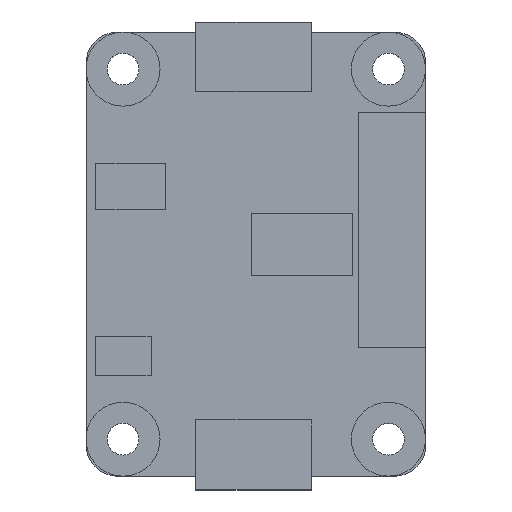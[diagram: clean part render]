
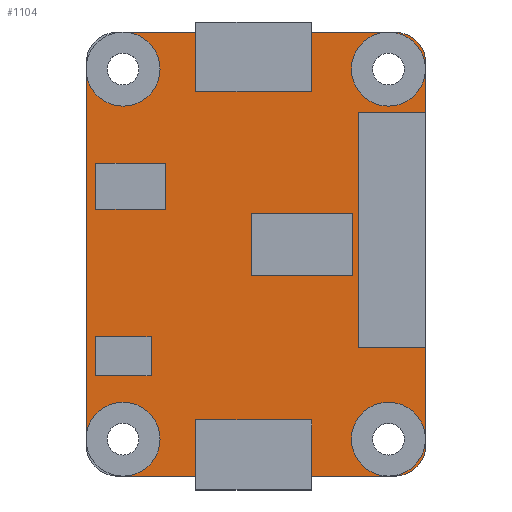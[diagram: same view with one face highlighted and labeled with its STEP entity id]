
A CAD part, top view. The second image highlights one B-rep face of the part: STEP entity #1104.
In plain terms, the highlighted planar face has unit normal (0, 0, 1).
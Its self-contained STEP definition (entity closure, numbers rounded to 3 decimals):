
#41=PLANE('',#1196);
#100=FACE_OUTER_BOUND('',#170,.T.);
#170=EDGE_LOOP('',(#787,#788,#789,#790,#791,#792,#793,#794,#795,#796,#797,
#798,#799,#800));
#251=LINE('',#1627,#377);
#252=LINE('',#1632,#378);
#253=LINE('',#1636,#379);
#254=LINE('',#1640,#380);
#255=LINE('',#1645,#381);
#256=LINE('',#1648,#382);
#377=VECTOR('',#1303,10.);
#378=VECTOR('',#1308,10.);
#379=VECTOR('',#1311,10.);
#380=VECTOR('',#1314,10.);
#381=VECTOR('',#1319,10.);
#382=VECTOR('',#1322,10.);
#501=CIRCLE('',#1194,3.);
#503=CIRCLE('',#1197,3.5);
#504=CIRCLE('',#1198,3.5);
#505=CIRCLE('',#1199,3.5);
#506=CIRCLE('',#1200,3.5);
#507=CIRCLE('',#1201,3.5);
#508=CIRCLE('',#1202,3.5);
#509=CIRCLE('',#1203,3.);
#529=VERTEX_POINT('',#1617);
#530=VERTEX_POINT('',#1618);
#533=VERTEX_POINT('',#1626);
#534=VERTEX_POINT('',#1628);
#535=VERTEX_POINT('',#1631);
#536=VERTEX_POINT('',#1633);
#537=VERTEX_POINT('',#1635);
#538=VERTEX_POINT('',#1637);
#539=VERTEX_POINT('',#1639);
#540=VERTEX_POINT('',#1641);
#541=VERTEX_POINT('',#1644);
#542=VERTEX_POINT('',#1646);
#629=EDGE_CURVE('',#529,#530,#501,.T.);
#633=EDGE_CURVE('',#529,#533,#251,.T.);
#634=EDGE_CURVE('',#533,#534,#503,.T.);
#635=EDGE_CURVE('',#534,#533,#504,.T.);
#636=EDGE_CURVE('',#533,#535,#252,.T.);
#637=EDGE_CURVE('',#535,#536,#505,.T.);
#638=EDGE_CURVE('',#536,#537,#253,.T.);
#639=EDGE_CURVE('',#537,#538,#506,.T.);
#640=EDGE_CURVE('',#538,#539,#254,.T.);
#641=EDGE_CURVE('',#539,#540,#507,.T.);
#642=EDGE_CURVE('',#540,#539,#508,.T.);
#643=EDGE_CURVE('',#539,#541,#255,.T.);
#644=EDGE_CURVE('',#542,#541,#509,.T.);
#645=EDGE_CURVE('',#542,#530,#256,.T.);
#787=ORIENTED_EDGE('',*,*,#629,.F.);
#788=ORIENTED_EDGE('',*,*,#633,.T.);
#789=ORIENTED_EDGE('',*,*,#634,.T.);
#790=ORIENTED_EDGE('',*,*,#635,.T.);
#791=ORIENTED_EDGE('',*,*,#636,.T.);
#792=ORIENTED_EDGE('',*,*,#637,.T.);
#793=ORIENTED_EDGE('',*,*,#638,.T.);
#794=ORIENTED_EDGE('',*,*,#639,.T.);
#795=ORIENTED_EDGE('',*,*,#640,.T.);
#796=ORIENTED_EDGE('',*,*,#641,.T.);
#797=ORIENTED_EDGE('',*,*,#642,.T.);
#798=ORIENTED_EDGE('',*,*,#643,.T.);
#799=ORIENTED_EDGE('',*,*,#644,.F.);
#800=ORIENTED_EDGE('',*,*,#645,.T.);
#1104=ADVANCED_FACE('',(#100),#41,.T.);
#1194=AXIS2_PLACEMENT_3D('',#1619,#1295,#1296);
#1196=AXIS2_PLACEMENT_3D('',#1625,#1301,#1302);
#1197=AXIS2_PLACEMENT_3D('',#1629,#1304,#1305);
#1198=AXIS2_PLACEMENT_3D('',#1630,#1306,#1307);
#1199=AXIS2_PLACEMENT_3D('',#1634,#1309,#1310);
#1200=AXIS2_PLACEMENT_3D('',#1638,#1312,#1313);
#1201=AXIS2_PLACEMENT_3D('',#1642,#1315,#1316);
#1202=AXIS2_PLACEMENT_3D('',#1643,#1317,#1318);
#1203=AXIS2_PLACEMENT_3D('',#1647,#1320,#1321);
#1295=DIRECTION('center_axis',(0.,0.,-1.));
#1296=DIRECTION('ref_axis',(0.707,0.707,0.));
#1301=DIRECTION('center_axis',(0.,0.,1.));
#1302=DIRECTION('ref_axis',(1.,0.,0.));
#1303=DIRECTION('',(-1.,0.,0.));
#1304=DIRECTION('center_axis',(0.,0.,-1.));
#1305=DIRECTION('ref_axis',(1.,0.,0.));
#1306=DIRECTION('center_axis',(0.,0.,-1.));
#1307=DIRECTION('ref_axis',(1.,0.,0.));
#1308=DIRECTION('',(-1.,0.,0.));
#1309=DIRECTION('center_axis',(0.,0.,-1.));
#1310=DIRECTION('ref_axis',(1.,0.,0.));
#1311=DIRECTION('',(0.,-1.,0.));
#1312=DIRECTION('center_axis',(0.,0.,-1.));
#1313=DIRECTION('ref_axis',(1.,0.,0.));
#1314=DIRECTION('',(1.,0.,0.));
#1315=DIRECTION('center_axis',(0.,0.,-1.));
#1316=DIRECTION('ref_axis',(1.,0.,0.));
#1317=DIRECTION('center_axis',(0.,0.,-1.));
#1318=DIRECTION('ref_axis',(1.,0.,0.));
#1319=DIRECTION('',(1.,0.,0.));
#1320=DIRECTION('center_axis',(0.,0.,-1.));
#1321=DIRECTION('ref_axis',(0.707,-0.707,0.));
#1322=DIRECTION('',(0.,1.,0.));
#1617=CARTESIAN_POINT('',(12.793,21.922,1.6));
#1618=CARTESIAN_POINT('',(15.793,18.922,1.6));
#1619=CARTESIAN_POINT('Origin',(12.793,18.922,1.6));
#1625=CARTESIAN_POINT('Origin',(-0.282,0.922,1.6));
#1626=CARTESIAN_POINT('',(12.243,21.922,1.6));
#1627=CARTESIAN_POINT('',(-16.357,21.922,1.6));
#1628=CARTESIAN_POINT('',(8.743,18.422,1.6));
#1629=CARTESIAN_POINT('Origin',(12.243,18.422,1.6));
#1630=CARTESIAN_POINT('Origin',(12.243,18.422,1.6));
#1631=CARTESIAN_POINT('',(-12.857,21.922,1.6));
#1632=CARTESIAN_POINT('',(-16.357,21.922,1.6));
#1633=CARTESIAN_POINT('',(-16.357,18.422,1.6));
#1634=CARTESIAN_POINT('Origin',(-12.857,18.422,1.6));
#1635=CARTESIAN_POINT('',(-16.357,-16.578,1.6));
#1636=CARTESIAN_POINT('',(-16.357,-20.078,1.6));
#1637=CARTESIAN_POINT('',(-12.857,-20.078,1.6));
#1638=CARTESIAN_POINT('Origin',(-12.857,-16.578,1.6));
#1639=CARTESIAN_POINT('',(12.243,-20.078,1.6));
#1640=CARTESIAN_POINT('',(15.793,-20.078,1.6));
#1641=CARTESIAN_POINT('',(8.743,-16.578,1.6));
#1642=CARTESIAN_POINT('Origin',(12.243,-16.578,1.6));
#1643=CARTESIAN_POINT('Origin',(12.243,-16.578,1.6));
#1644=CARTESIAN_POINT('',(12.793,-20.078,1.6));
#1645=CARTESIAN_POINT('',(15.793,-20.078,1.6));
#1646=CARTESIAN_POINT('',(15.793,-17.078,1.6));
#1647=CARTESIAN_POINT('Origin',(12.793,-17.078,1.6));
#1648=CARTESIAN_POINT('',(15.793,21.922,1.6));
